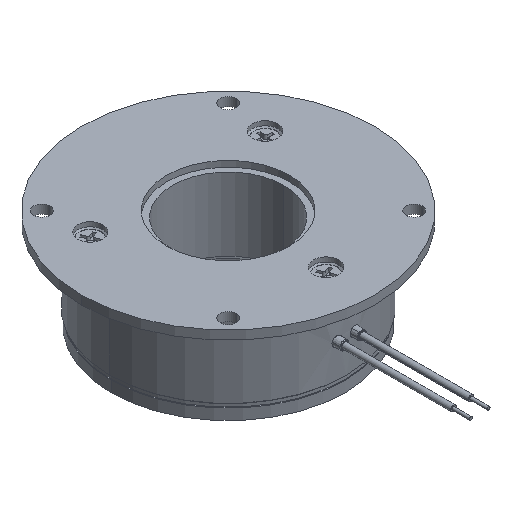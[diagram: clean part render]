
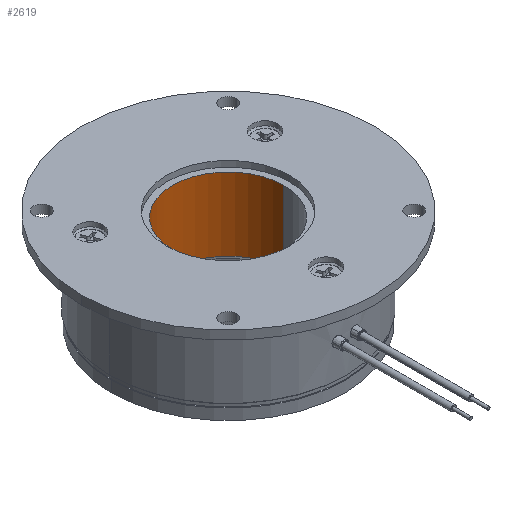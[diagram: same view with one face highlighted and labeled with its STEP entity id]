
A CAD part, isometric view. The second image highlights one B-rep face of the part: STEP entity #2619.
In plain terms, the highlighted cylindrical face has radius 19 mm (diameter 38 mm), a partial arc.
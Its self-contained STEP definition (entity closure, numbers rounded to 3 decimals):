
#530 = DIRECTION ( 'NONE',  ( 0., 0., 1. ) ) ;
#582 = CARTESIAN_POINT ( 'NONE',  ( -19., 0., -26.9 ) ) ;
#740 = CIRCLE ( 'NONE', #1641, 19. ) ;
#912 = DIRECTION ( 'NONE',  ( 0., 0., 1. ) ) ;
#1047 = CARTESIAN_POINT ( 'NONE',  ( 0., 0., -26.9 ) ) ;
#1293 = ORIENTED_EDGE ( 'NONE', *, *, #9285, .T. ) ;
#1451 = CARTESIAN_POINT ( 'NONE',  ( -19., 0., -2. ) ) ;
#1498 = ORIENTED_EDGE ( 'NONE', *, *, #8052, .T. ) ;
#1641 = AXIS2_PLACEMENT_3D ( 'NONE', #1047, #3168, #6728 ) ;
#1716 = CARTESIAN_POINT ( 'NONE',  ( 0., 0., -2. ) ) ;
#1970 = CARTESIAN_POINT ( 'NONE',  ( -19., 0., 12.181 ) ) ;
#2331 = DIRECTION ( 'NONE',  ( 1., 0., 0. ) ) ;
#2424 = CYLINDRICAL_SURFACE ( 'NONE', #8351, 19. ) ;
#2619 = ADVANCED_FACE ( 'NONE', ( #6608 ), #2424, .F. ) ;
#2692 = VECTOR ( 'NONE', #912, 1000. ) ;
#3168 = DIRECTION ( 'NONE',  ( 0., 0., 1. ) ) ;
#3530 = VERTEX_POINT ( 'NONE', #8860 ) ;
#3557 = LINE ( 'NONE', #9020, #2692 ) ;
#3777 = CARTESIAN_POINT ( 'NONE',  ( 19., 0., -2. ) ) ;
#4450 = EDGE_CURVE ( 'NONE', #5120, #4529, #4983, .T. ) ;
#4529 = VERTEX_POINT ( 'NONE', #1451 ) ;
#4977 = ORIENTED_EDGE ( 'NONE', *, *, #5429, .F. ) ;
#4983 = LINE ( 'NONE', #1970, #9178 ) ;
#5120 = VERTEX_POINT ( 'NONE', #582 ) ;
#5429 = EDGE_CURVE ( 'NONE', #3530, #5120, #740, .T. ) ;
#5532 = EDGE_LOOP ( 'NONE', ( #5853, #4977, #1498, #1293 ) ) ;
#5853 = ORIENTED_EDGE ( 'NONE', *, *, #4450, .F. ) ;
#6586 = AXIS2_PLACEMENT_3D ( 'NONE', #1716, #9140, #8327 ) ;
#6608 = FACE_OUTER_BOUND ( 'NONE', #5532, .T. ) ;
#6728 = DIRECTION ( 'NONE',  ( 1., 0., 0. ) ) ;
#7041 = CIRCLE ( 'NONE', #6586, 19. ) ;
#7434 = CARTESIAN_POINT ( 'NONE',  ( 0., 0., 12.181 ) ) ;
#8052 = EDGE_CURVE ( 'NONE', #3530, #9136, #3557, .T. ) ;
#8327 = DIRECTION ( 'NONE',  ( 1., 0., 0. ) ) ;
#8351 = AXIS2_PLACEMENT_3D ( 'NONE', #7434, #8946, #2331 ) ;
#8860 = CARTESIAN_POINT ( 'NONE',  ( 19., 0., -26.9 ) ) ;
#8946 = DIRECTION ( 'NONE',  ( 0., 0., 1. ) ) ;
#9020 = CARTESIAN_POINT ( 'NONE',  ( 19., 0., 12.181 ) ) ;
#9136 = VERTEX_POINT ( 'NONE', #3777 ) ;
#9140 = DIRECTION ( 'NONE',  ( 0., 0., 1. ) ) ;
#9178 = VECTOR ( 'NONE', #530, 1000. ) ;
#9285 = EDGE_CURVE ( 'NONE', #9136, #4529, #7041, .T. ) ;
